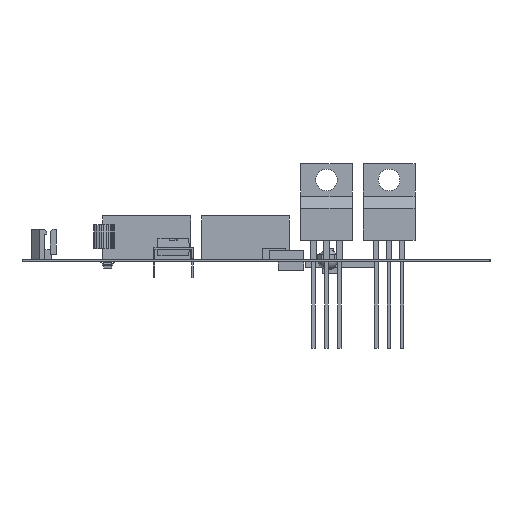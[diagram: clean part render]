
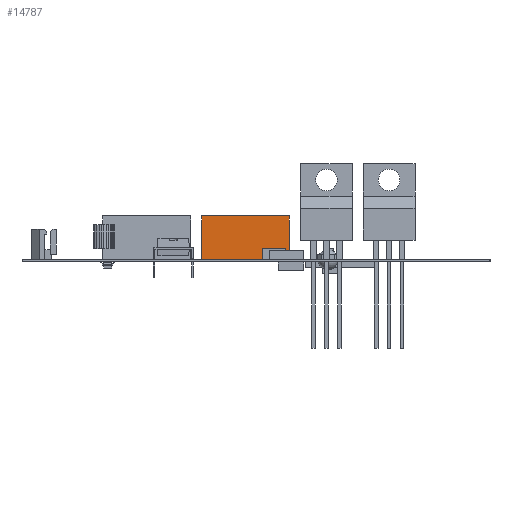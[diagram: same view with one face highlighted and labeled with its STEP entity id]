
A CAD part, left-side view. The second image highlights one B-rep face of the part: STEP entity #14787.
In plain terms, the highlighted planar face has unit normal (-1, 0, 0).
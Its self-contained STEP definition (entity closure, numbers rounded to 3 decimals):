
#14762 = VERTEX_POINT('',#14763);
#14763 = CARTESIAN_POINT('',(-5.994,8.631,8.6));
#14769 = EDGE_CURVE('',#14770,#14762,#14772,.T.);
#14770 = VERTEX_POINT('',#14771);
#14771 = CARTESIAN_POINT('',(-5.994,8.631,0.));
#14772 = LINE('',#14773,#14774);
#14773 = CARTESIAN_POINT('',(-5.994,8.631,0.));
#14774 = VECTOR('',#14775,1.);
#14775 = DIRECTION('',(0.,0.,1.));
#14787 = ADVANCED_FACE('',(#14788),#14813,.F.);
#14788 = FACE_BOUND('',#14789,.F.);
#14789 = EDGE_LOOP('',(#14790,#14791,#14799,#14807));
#14790 = ORIENTED_EDGE('',*,*,#14769,.T.);
#14791 = ORIENTED_EDGE('',*,*,#14792,.T.);
#14792 = EDGE_CURVE('',#14762,#14793,#14795,.T.);
#14793 = VERTEX_POINT('',#14794);
#14794 = CARTESIAN_POINT('',(-5.994,-8.631,8.6));
#14795 = LINE('',#14796,#14797);
#14796 = CARTESIAN_POINT('',(-5.994,8.631,8.6));
#14797 = VECTOR('',#14798,1.);
#14798 = DIRECTION('',(0.,-1.,0.));
#14799 = ORIENTED_EDGE('',*,*,#14800,.F.);
#14800 = EDGE_CURVE('',#14801,#14793,#14803,.T.);
#14801 = VERTEX_POINT('',#14802);
#14802 = CARTESIAN_POINT('',(-5.994,-8.631,0.));
#14803 = LINE('',#14804,#14805);
#14804 = CARTESIAN_POINT('',(-5.994,-8.631,0.));
#14805 = VECTOR('',#14806,1.);
#14806 = DIRECTION('',(0.,0.,1.));
#14807 = ORIENTED_EDGE('',*,*,#14808,.F.);
#14808 = EDGE_CURVE('',#14770,#14801,#14809,.T.);
#14809 = LINE('',#14810,#14811);
#14810 = CARTESIAN_POINT('',(-5.994,8.631,0.));
#14811 = VECTOR('',#14812,1.);
#14812 = DIRECTION('',(0.,-1.,0.));
#14813 = PLANE('',#14814);
#14814 = AXIS2_PLACEMENT_3D('',#14815,#14816,#14817);
#14815 = CARTESIAN_POINT('',(-5.994,8.631,0.));
#14816 = DIRECTION('',(1.,0.,0.));
#14817 = DIRECTION('',(0.,-1.,0.));
